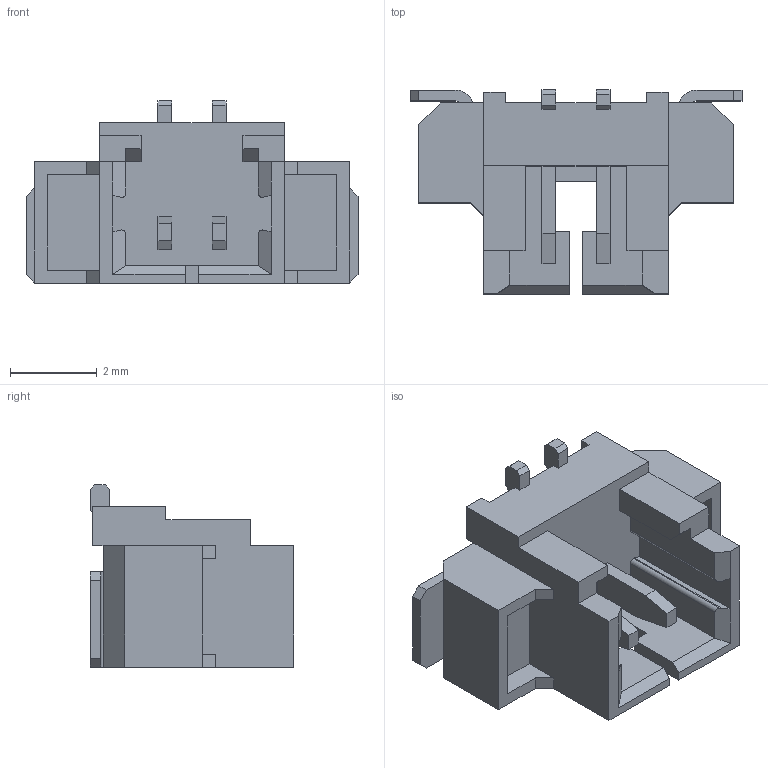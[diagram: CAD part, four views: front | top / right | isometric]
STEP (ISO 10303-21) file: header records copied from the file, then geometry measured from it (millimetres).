
FILE_DESCRIPTION (( 'STEP AP214' ), '1' );
FILE_NAME ('533984002.STEP', '2024-04-05T12:45:28', ( '' ), ( '' ), 'SwSTEP 2.0', 'SolidWorks 2024', '' );
FILE_SCHEMA (( 'AUTOMOTIVE_DESIGN' ));
Length unit declared in the file: millimetre
Products named in the file (1): 533984002
Bounding box: 7.65 x 4.7 x 4.2 mm (x, y, z)
Volume: 55.4 mm3; surface area: 181.5 mm2
Topology: 1 solids, 1 shells, 130 faces, 370 edges, 244 vertices
Faces by surface type: plane 120, cylinder 10
Entity records: 4321 total; most frequent: CARTESIAN_POINT 763, ORIENTED_EDGE 740, DIRECTION 640, EDGE_CURVE 370, VECTOR 350, LINE 350, VERTEX_POINT 244, AXIS2_PLACEMENT_3D 145
